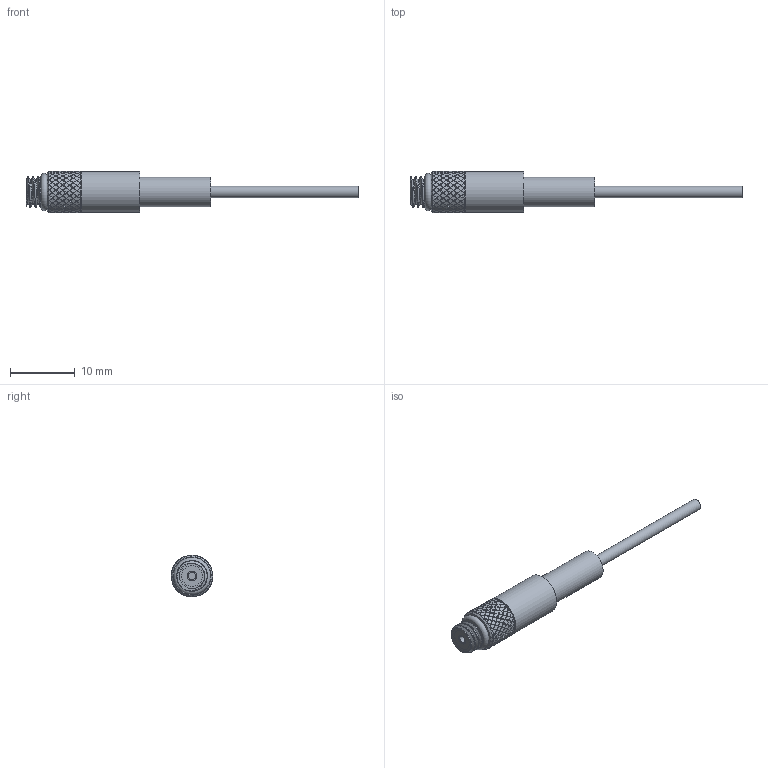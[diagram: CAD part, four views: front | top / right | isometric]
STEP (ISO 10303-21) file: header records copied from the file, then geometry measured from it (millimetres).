
FILE_DESCRIPTION(/* description */ (''),/* implementation_level */ '2;1');
FILE_NAME(/* name */ 'FD10.stp',/* time_stamp */ '2025-08-12T13:51:07-04:00',/* author */ ('cthayer'),/* organization */ (''),/* preprocessor_version */ 'ST-DEVELOPER v20',/* originating_system */ 'Autodesk Inventor 2025',/* authorisation */ '');
FILE_SCHEMA (('AUTOMOTIVE_DESIGN { 1 0 10303 214 3 1 1 }'));
Length unit declared in the file: inch
Products named in the file (5): CK-FD10; TMC01; CBP11203-2_10-32 female Connector CRIMP for MSW-CX1032F-RG178; CBP11203-3_10-32 female Connector RUBBER BOOT for MSW-CX1032F-RG178; OutputFile
Assembly tree (4 placements, depth 2):
  CK-FD10
    TMC01
    CBP11203-2_10-32 female Connector CRIMP for MSW-CX1032F-RG178
    CBP11203-3_10-32 female Connector RUBBER BOOT for MSW-CX1032F-RG178
    OutputFile
Bounding box: 51.38 x 6.4 x 6.4 mm (x, y, z)
Volume: 734.8 mm3; surface area: 1481.2 mm2
Topology: 5 solids, 5 shells, 1906 faces, 4038 edges, 2147 vertices
Faces by surface type: bspline 1386, cylinder 416, plane 96, cone 7, torus 1
Full cylindrical faces by diameter (mm): 0.864 x1, 0.9 x1, 1.125 x1, 1.295 x1, 1.349 x1, 1.45 x1, 1.7 x1, 1.803 x1, 2.1 x1, 2.5 x1, 2.795 x1, 3.1 x3, 3.25 x1, 3.5 x1, 3.8 x1, 3.891 x4, 4.6 x1, 4.75 x2, 6.3 x1
Entity records: 71544 total; most frequent: CARTESIAN_POINT 42370, ORIENTED_EDGE 8076, EDGE_CURVE 4038, B_SPLINE_CURVE_WITH_KNOTS 3505, VERTEX_POINT 2147, EDGE_LOOP 1929, FACE_OUTER_BOUND 1906, ADVANCED_FACE 1906
